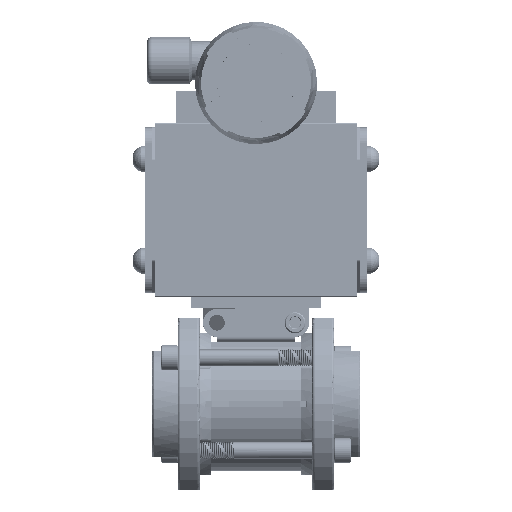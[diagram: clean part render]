
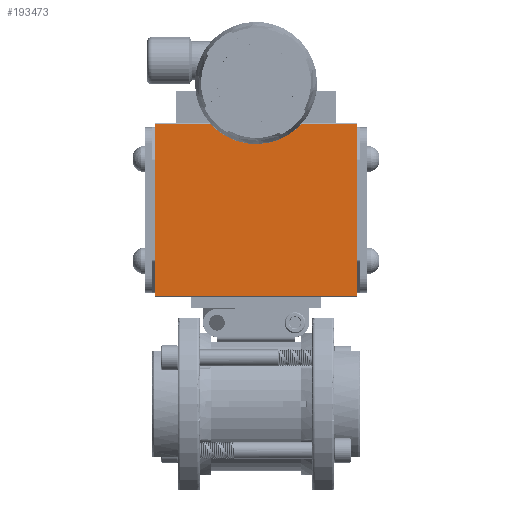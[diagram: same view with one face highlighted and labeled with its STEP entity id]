
A CAD part, top view. The second image highlights one B-rep face of the part: STEP entity #193473.
In plain terms, the highlighted planar face has unit normal (0, 0, 1).
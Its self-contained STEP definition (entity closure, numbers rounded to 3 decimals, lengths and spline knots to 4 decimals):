
#210 = EDGE_CURVE ( 'NONE', #144163, #149533, #125628, .T. ) ;
#3204 = CARTESIAN_POINT ( 'NONE',  ( -2.273, 2.423, 1.55 ) ) ;
#8699 = ORIENTED_EDGE ( 'NONE', *, *, #48459, .T. ) ;
#18825 = CARTESIAN_POINT ( 'NONE',  ( -2.253, 6.283, 1.55 ) ) ;
#18996 = LINE ( 'NONE', #162327, #55937 ) ;
#37102 = VERTEX_POINT ( 'NONE', #18825 ) ;
#37640 = DIRECTION ( 'NONE',  ( 0., -1., 0. ) ) ;
#37749 = LINE ( 'NONE', #3204, #195440 ) ;
#38566 = CARTESIAN_POINT ( 'NONE',  ( 2.253, 2.423, 1.55 ) ) ;
#39370 = CARTESIAN_POINT ( 'NONE',  ( -2.273, 6.303, 1.55 ) ) ;
#48459 = EDGE_CURVE ( 'NONE', #60677, #144163, #37749, .T. ) ;
#55251 = DIRECTION ( 'NONE',  ( 0., -1., 0. ) ) ;
#55937 = VECTOR ( 'NONE', #37640, 39.3701 ) ;
#60677 = VERTEX_POINT ( 'NONE', #100945 ) ;
#74475 = CARTESIAN_POINT ( 'NONE',  ( 2.253, 6.283, 1.55 ) ) ;
#77693 = EDGE_CURVE ( 'NONE', #149533, #37102, #80504, .T. ) ;
#80504 = LINE ( 'NONE', #110261, #122373 ) ;
#100945 = CARTESIAN_POINT ( 'NONE',  ( -2.253, 2.423, 1.55 ) ) ;
#110261 = CARTESIAN_POINT ( 'NONE',  ( -2.273, 6.283, 1.55 ) ) ;
#114514 = ORIENTED_EDGE ( 'NONE', *, *, #157908, .T. ) ;
#120740 = VECTOR ( 'NONE', #130278, 39.3701 ) ;
#122373 = VECTOR ( 'NONE', #188709, 39.3701 ) ;
#125628 = LINE ( 'NONE', #138178, #120740 ) ;
#129820 = EDGE_LOOP ( 'NONE', ( #192047, #142275, #114514, #8699 ) ) ;
#130278 = DIRECTION ( 'NONE',  ( 0., 1., 0. ) ) ;
#133720 = PLANE ( 'NONE',  #176765 ) ;
#136596 = FACE_OUTER_BOUND ( 'NONE', #129820, .T. ) ;
#138178 = CARTESIAN_POINT ( 'NONE',  ( 2.253, 6.303, 1.55 ) ) ;
#142275 = ORIENTED_EDGE ( 'NONE', *, *, #77693, .T. ) ;
#142445 = DIRECTION ( 'NONE',  ( 1., 0., 0. ) ) ;
#144163 = VERTEX_POINT ( 'NONE', #38566 ) ;
#149533 = VERTEX_POINT ( 'NONE', #74475 ) ;
#149553 = DIRECTION ( 'NONE',  ( 0., 0., -1. ) ) ;
#157908 = EDGE_CURVE ( 'NONE', #37102, #60677, #18996, .T. ) ;
#162327 = CARTESIAN_POINT ( 'NONE',  ( -2.253, 2.403, 1.55 ) ) ;
#176765 = AXIS2_PLACEMENT_3D ( 'NONE', #39370, #149553, #55251 ) ;
#188709 = DIRECTION ( 'NONE',  ( -1., 0., 0. ) ) ;
#192047 = ORIENTED_EDGE ( 'NONE', *, *, #210, .T. ) ;
#193473 = ADVANCED_FACE ( 'NONE', ( #136596 ), #133720, .F. ) ;
#195440 = VECTOR ( 'NONE', #142445, 39.3701 ) ;
